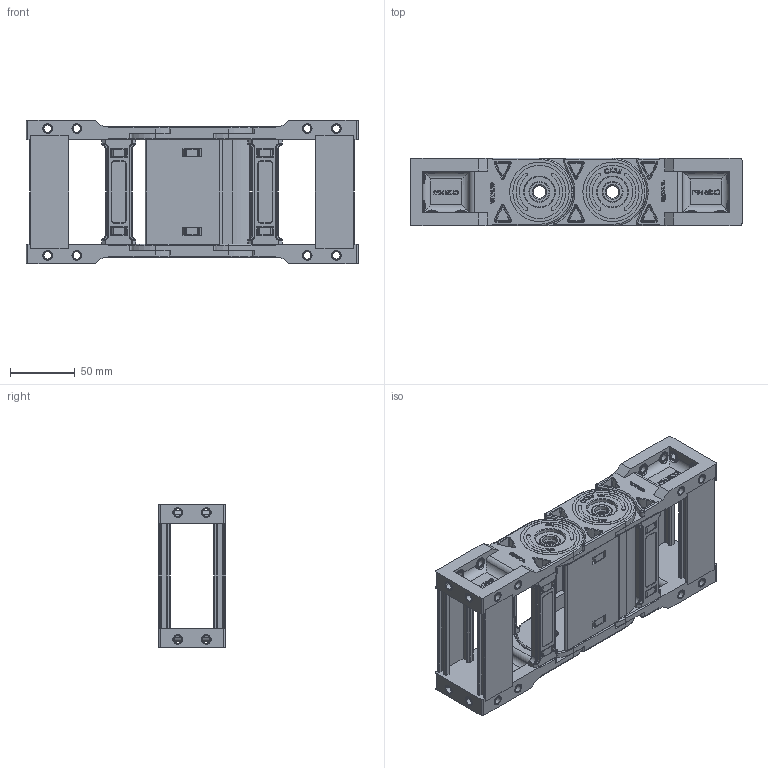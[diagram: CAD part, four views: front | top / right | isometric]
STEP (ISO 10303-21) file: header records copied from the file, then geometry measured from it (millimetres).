
FILE_DESCRIPTION (( 'STEP AP214' ), '1' );
FILE_NAME ('CK35-Y080-AYAK.STEP', '2019-09-16T11:53:34', ( '' ), ( '' ), 'SwSTEP 2.0', 'SolidWorks 2017', '' );
FILE_SCHEMA (( 'AUTOMOTIVE_DESIGN' ));
Length unit declared in the file: millimetre
Products named in the file (1): CK35-Y080-AYAK
Bounding box: 256.46 x 52.05 x 111 mm (x, y, z)
Volume: 302067.7 mm3; surface area: 221783.4 mm2
Topology: 40 solids, 40 shells, 4581 faces, 11666 edges, 7304 vertices
Faces by surface type: cylinder 1776, plane 1701, bspline 548, torus 400, cone 92, sphere 64
Entity records: 183143 total; most frequent: CARTESIAN_POINT 74266, ORIENTED_EDGE 23140, DIRECTION 22112, EDGE_CURVE 11570, AXIS2_PLACEMENT_3D 7930, VERTEX_POINT 7304, LINE 6252, VECTOR 6252
